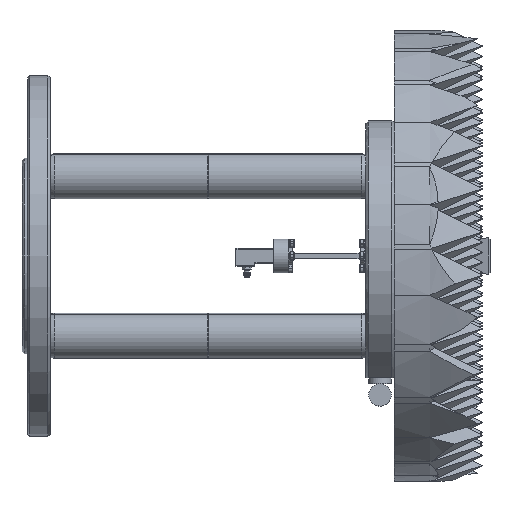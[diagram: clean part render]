
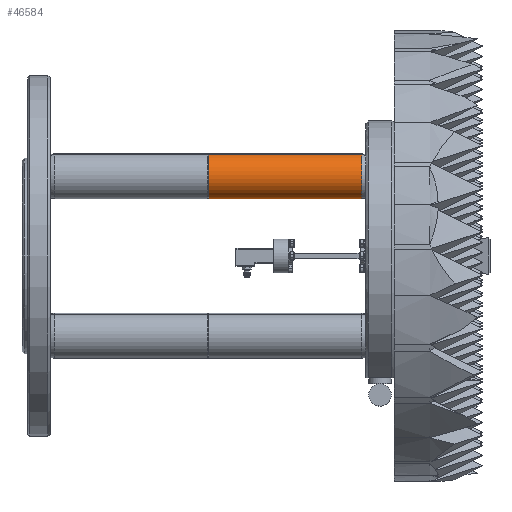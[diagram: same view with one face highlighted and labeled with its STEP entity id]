
A CAD part, left-side view. The second image highlights one B-rep face of the part: STEP entity #46584.
In plain terms, the highlighted cylindrical face has radius 12.7 mm (diameter 25.4 mm), a partial arc.
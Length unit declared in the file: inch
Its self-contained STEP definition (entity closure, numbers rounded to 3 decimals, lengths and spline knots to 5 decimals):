
#224 = DIRECTION ( 'NONE',  ( 0.286, 0., -0.958 ) ) ;
#342 = CARTESIAN_POINT ( 'NONE',  ( -1.76777, -3.51, 1.76777 ) ) ;
#2863 = VECTOR ( 'NONE', #41965, 39.37008 ) ;
#3774 = FACE_OUTER_BOUND ( 'NONE', #13863, .T. ) ;
#5455 = VERTEX_POINT ( 'NONE', #22830 ) ;
#5474 = EDGE_CURVE ( 'NONE', #41130, #5455, #26144, .T. ) ;
#5753 = VERTEX_POINT ( 'NONE', #29622 ) ;
#7662 = ORIENTED_EDGE ( 'NONE', *, *, #5474, .T. ) ;
#7897 = DIRECTION ( 'NONE',  ( 0., 1., 0. ) ) ;
#11328 = CARTESIAN_POINT ( 'NONE',  ( -1.76777, -6.28594, 1.76777 ) ) ;
#13863 = EDGE_LOOP ( 'NONE', ( #41156, #7662, #29160, #27097 ) ) ;
#16169 = EDGE_CURVE ( 'NONE', #5753, #5455, #20683, .T. ) ;
#16230 = DIRECTION ( 'NONE',  ( 0., -1., 0. ) ) ;
#16855 = DIRECTION ( 'NONE',  ( 0., -1., 0. ) ) ;
#18133 = CYLINDRICAL_SURFACE ( 'NONE', #43628, 0.5 ) ;
#19442 = CARTESIAN_POINT ( 'NONE',  ( -1.91088, -3.51, 2.24685 ) ) ;
#20683 = CIRCLE ( 'NONE', #33480, 0.5 ) ;
#22251 = DIRECTION ( 'NONE',  ( 0.286, 0., -0.958 ) ) ;
#22830 = CARTESIAN_POINT ( 'NONE',  ( -1.62465, -6.91, 1.28869 ) ) ;
#25541 = AXIS2_PLACEMENT_3D ( 'NONE', #342, #7897, #22251 ) ;
#26144 = LINE ( 'NONE', #40998, #38906 ) ;
#27097 = ORIENTED_EDGE ( 'NONE', *, *, #35862, .T. ) ;
#29160 = ORIENTED_EDGE ( 'NONE', *, *, #16169, .F. ) ;
#29622 = CARTESIAN_POINT ( 'NONE',  ( -1.91088, -6.91, 2.24685 ) ) ;
#31354 = CARTESIAN_POINT ( 'NONE',  ( -1.91088, -6.91, 2.24685 ) ) ;
#32522 = DIRECTION ( 'NONE',  ( 0., -1., 0. ) ) ;
#33480 = AXIS2_PLACEMENT_3D ( 'NONE', #42544, #16855, #38792 ) ;
#35862 = EDGE_CURVE ( 'NONE', #5753, #44749, #38200, .T. ) ;
#38025 = EDGE_CURVE ( 'NONE', #41130, #44749, #41361, .T. ) ;
#38200 = LINE ( 'NONE', #31354, #2863 ) ;
#38792 = DIRECTION ( 'NONE',  ( -0.286, 0., 0.958 ) ) ;
#38906 = VECTOR ( 'NONE', #16230, 39.37008 ) ;
#40998 = CARTESIAN_POINT ( 'NONE',  ( -1.62465, -3.51, 1.28869 ) ) ;
#41130 = VERTEX_POINT ( 'NONE', #45952 ) ;
#41156 = ORIENTED_EDGE ( 'NONE', *, *, #38025, .F. ) ;
#41361 = CIRCLE ( 'NONE', #25541, 0.5 ) ;
#41965 = DIRECTION ( 'NONE',  ( 0., 1., 0. ) ) ;
#42544 = CARTESIAN_POINT ( 'NONE',  ( -1.76777, -6.91, 1.76777 ) ) ;
#43628 = AXIS2_PLACEMENT_3D ( 'NONE', #11328, #32522, #224 ) ;
#44749 = VERTEX_POINT ( 'NONE', #19442 ) ;
#45952 = CARTESIAN_POINT ( 'NONE',  ( -1.62465, -3.51, 1.28869 ) ) ;
#46584 = ADVANCED_FACE ( 'NONE', ( #3774 ), #18133, .T. ) ;
